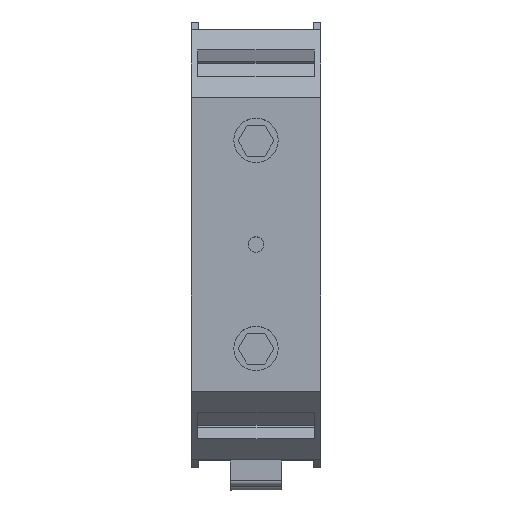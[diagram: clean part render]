
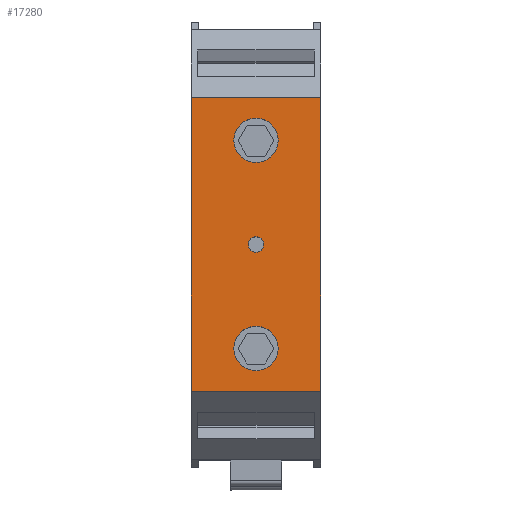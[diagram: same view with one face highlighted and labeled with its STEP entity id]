
A CAD part, top view. The second image highlights one B-rep face of the part: STEP entity #17280.
In plain terms, the highlighted face is planar.
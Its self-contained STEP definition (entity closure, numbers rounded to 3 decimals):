
#2070=CARTESIAN_POINT('',(28.3,80.5,
0.));
#2080=VERTEX_POINT('',#2070);
#2110=CARTESIAN_POINT('',(0.,80.5,0.));
#2120=DIRECTION('',(1.,0.,0.));
#2130=VECTOR('',#2120,1.);
#2140=LINE('',#2110,#2130);
#2150=CARTESIAN_POINT('',(-28.3,80.5,
0.));
#2160=VERTEX_POINT('',#2150);
#2170=EDGE_CURVE('',#2160,#2080,#2140,.T.);
#7680=CARTESIAN_POINT('',(0.,80.5,-12.5));
#7690=DIRECTION('',(0.,1.,0.));
#7700=DIRECTION('',(-1.,0.,0.));
#7710=AXIS2_PLACEMENT_3D('',#7680,#7690,#7700);
#7720=CIRCLE('',#7710,1.5);
#7730=CARTESIAN_POINT('',(0.,80.5,-11.));
#7740=VERTEX_POINT('',#7730);
#7750=CARTESIAN_POINT('',(1.5,80.5,-12.5));
#7760=VERTEX_POINT('',#7750);
#7770=EDGE_CURVE('',#7740,#7760,#7720,.T.);
#8000=CARTESIAN_POINT('',(-1.5,80.5,-12.5));
#8010=VERTEX_POINT('',#8000);
#8040=EDGE_CURVE('',#8010,#7740,#7720,.T.);
#16540=CARTESIAN_POINT('',(27.057,80.5,-25.));
#16550=DIRECTION('',(0.,-1.,0.));
#16560=DIRECTION('',(1.,0.,0.));
#16570=AXIS2_PLACEMENT_3D('',#16540,#16550,#16560);
#16580=PLANE('',#16570);
#16590=EDGE_CURVE('',#7760,#8010,#7720,.T.);
#16600=ORIENTED_EDGE('',*,*,#16590,.T.);
#16610=ORIENTED_EDGE('',*,*,#7770,.T.);
#16620=ORIENTED_EDGE('',*,*,#8040,.T.);
#16630=EDGE_LOOP('',(#16620,#16610,#16600));
#16640=FACE_BOUND('',#16630,.T.);
#16650=CARTESIAN_POINT('',(20.05,80.5,-12.5));
#16660=DIRECTION('',(0.,1.,0.));
#16670=DIRECTION('',(-1.,0.,0.));
#16680=AXIS2_PLACEMENT_3D('',#16650,#16660,#16670);
#16690=CIRCLE('',#16680,4.268);
#16700=CARTESIAN_POINT('',(24.318,80.5,-12.5));
#16710=VERTEX_POINT('',#16700);
#16720=CARTESIAN_POINT('',(15.782,80.5,-12.5));
#16730=VERTEX_POINT('',#16720);
#16740=EDGE_CURVE('',#16710,#16730,#16690,.T.);
#16750=ORIENTED_EDGE('',*,*,#16740,.T.);
#16760=CARTESIAN_POINT('',(20.05,80.5,-8.232));
#16770=VERTEX_POINT('',#16760);
#16780=EDGE_CURVE('',#16770,#16710,#16690,.T.);
#16790=ORIENTED_EDGE('',*,*,#16780,.T.);
#16800=EDGE_CURVE('',#16730,#16770,#16690,.T.);
#16810=ORIENTED_EDGE('',*,*,#16800,.T.);
#16820=EDGE_LOOP('',(#16810,#16790,#16750));
#16830=FACE_BOUND('',#16820,.T.);
#16840=CARTESIAN_POINT('',(-20.05,80.5,-12.5));
#16850=DIRECTION('',(0.,-1.,0.));
#16860=DIRECTION('',(-1.,0.,0.));
#16870=AXIS2_PLACEMENT_3D('',#16840,#16850,#16860);
#16880=CIRCLE('',#16870,4.268);
#16890=CARTESIAN_POINT('',(-20.05,80.5,-8.232));
#16900=VERTEX_POINT('',#16890);
#16910=CARTESIAN_POINT('',(-24.318,80.5,-12.5));
#16920=VERTEX_POINT('',#16910);
#16930=EDGE_CURVE('',#16900,#16920,#16880,.T.);
#16940=ORIENTED_EDGE('',*,*,#16930,.F.);
#16950=CARTESIAN_POINT('',(-15.782,80.5,-12.5));
#16960=VERTEX_POINT('',#16950);
#16970=EDGE_CURVE('',#16920,#16960,#16880,.T.);
#16980=ORIENTED_EDGE('',*,*,#16970,.F.);
#16990=EDGE_CURVE('',#16960,#16900,#16880,.T.);
#17000=ORIENTED_EDGE('',*,*,#16990,.F.);
#17010=EDGE_LOOP('',(#17000,#16980,#16940));
#17020=FACE_BOUND('',#17010,.T.);
#17030=CARTESIAN_POINT('',(-28.3,80.5,0.));
#17040=DIRECTION('',(0.,0.,-1.));
#17050=VECTOR('',#17040,1.);
#17060=LINE('',#17030,#17050);
#17070=CARTESIAN_POINT('',(-28.3,80.5,-25.));
#17080=VERTEX_POINT('',#17070);
#17090=EDGE_CURVE('',#2160,#17080,#17060,.T.);
#17100=ORIENTED_EDGE('',*,*,#17090,.T.);
#17110=ORIENTED_EDGE('',*,*,#2170,.F.);
#17120=CARTESIAN_POINT('',(28.3,80.5,0.));
#17130=DIRECTION('',(0.,0.,-1.));
#17140=VECTOR('',#17130,1.);
#17150=LINE('',#17120,#17140);
#17160=CARTESIAN_POINT('',(28.3,80.5,-25.));
#17170=VERTEX_POINT('',#17160);
#17180=EDGE_CURVE('',#2080,#17170,#17150,.T.);
#17190=ORIENTED_EDGE('',*,*,#17180,.F.);
#17200=CARTESIAN_POINT('',(0.,80.5,-25.));
#17210=DIRECTION('',(-1.,0.,0.));
#17220=VECTOR('',#17210,1.);
#17230=LINE('',#17200,#17220);
#17240=EDGE_CURVE('',#17170,#17080,#17230,.T.);
#17250=ORIENTED_EDGE('',*,*,#17240,.F.);
#17260=EDGE_LOOP('',(#17250,#17190,#17110,#17100));
#17270=FACE_OUTER_BOUND('',#17260,.T.);
#17280=ADVANCED_FACE('',(#16640,#16830,#17020,#17270),#16580,.T.);
